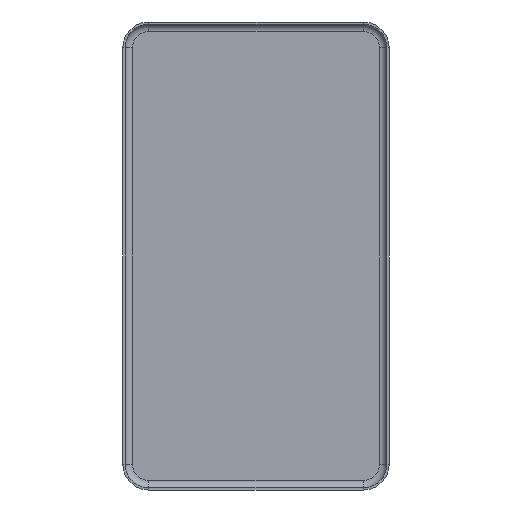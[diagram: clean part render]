
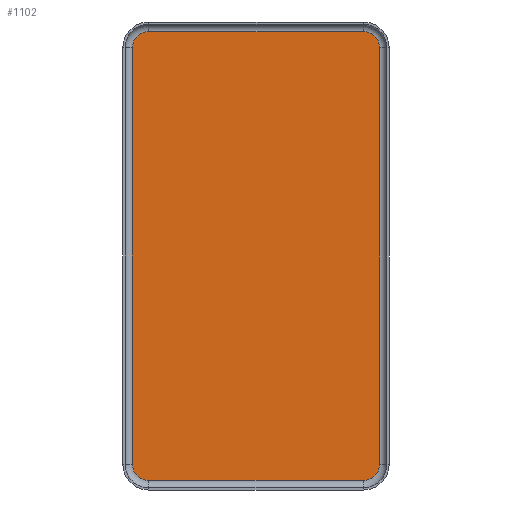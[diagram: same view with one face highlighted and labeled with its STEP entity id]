
A CAD part, front view. The second image highlights one B-rep face of the part: STEP entity #1102.
In plain terms, the highlighted planar face has unit normal (0, -1, 0).
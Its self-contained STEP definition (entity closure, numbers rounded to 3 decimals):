
#14 = DIRECTION ( 'NONE',  ( 0., 0., 1. ) ) ;
#19 = EDGE_LOOP ( 'NONE', ( #120, #88, #399, #522, #394, #1107, #1091, #271 ) ) ;
#54 = LINE ( 'NONE', #892, #985 ) ;
#59 = VECTOR ( 'NONE', #1104, 1000. ) ;
#76 = CARTESIAN_POINT ( 'NONE',  ( 16.85, -0.3, 28.4 ) ) ;
#83 = LINE ( 'NONE', #720, #492 ) ;
#88 = ORIENTED_EDGE ( 'NONE', *, *, #750, .F. ) ;
#119 = CARTESIAN_POINT ( 'NONE',  ( -14.65, -0.3, 28.4 ) ) ;
#120 = ORIENTED_EDGE ( 'NONE', *, *, #220, .F. ) ;
#144 = CARTESIAN_POINT ( 'NONE',  ( -14.65, -0.3, -30.6 ) ) ;
#155 = DIRECTION ( 'NONE',  ( 0., 0., -1. ) ) ;
#163 = AXIS2_PLACEMENT_3D ( 'NONE', #519, #170, #877 ) ;
#170 = DIRECTION ( 'NONE',  ( 0., 1., 0. ) ) ;
#184 = CARTESIAN_POINT ( 'NONE',  ( 14.65, -0.3, -30.6 ) ) ;
#198 = AXIS2_PLACEMENT_3D ( 'NONE', #1001, #732, #14 ) ;
#206 = DIRECTION ( 'NONE',  ( 0., 0., 1. ) ) ;
#220 = EDGE_CURVE ( 'NONE', #705, #641, #668, .T. ) ;
#271 = ORIENTED_EDGE ( 'NONE', *, *, #735, .F. ) ;
#276 = EDGE_CURVE ( 'NONE', #455, #643, #54, .T. ) ;
#302 = AXIS2_PLACEMENT_3D ( 'NONE', #968, #700, #155 ) ;
#326 = FACE_OUTER_BOUND ( 'NONE', #19, .T. ) ;
#338 = DIRECTION ( 'NONE',  ( 0., 1., 0. ) ) ;
#344 = DIRECTION ( 'NONE',  ( 0., 0., 1. ) ) ;
#363 = EDGE_CURVE ( 'NONE', #481, #455, #446, .T. ) ;
#394 = ORIENTED_EDGE ( 'NONE', *, *, #363, .F. ) ;
#398 = CIRCLE ( 'NONE', #553, 2.2 ) ;
#399 = ORIENTED_EDGE ( 'NONE', *, *, #851, .F. ) ;
#403 = VERTEX_POINT ( 'NONE', #1010 ) ;
#416 = VERTEX_POINT ( 'NONE', #184 ) ;
#446 = CIRCLE ( 'NONE', #198, 2.2 ) ;
#455 = VERTEX_POINT ( 'NONE', #997 ) ;
#457 = CARTESIAN_POINT ( 'NONE',  ( -14.65, -0.3, 30.6 ) ) ;
#463 = EDGE_CURVE ( 'NONE', #416, #481, #83, .T. ) ;
#481 = VERTEX_POINT ( 'NONE', #144 ) ;
#492 = VECTOR ( 'NONE', #1006, 1000. ) ;
#519 = CARTESIAN_POINT ( 'NONE',  ( 14.65, -0.3, 28.4 ) ) ;
#522 = ORIENTED_EDGE ( 'NONE', *, *, #276, .F. ) ;
#524 = CARTESIAN_POINT ( 'NONE',  ( 14.65, -0.3, -28.4 ) ) ;
#547 = AXIS2_PLACEMENT_3D ( 'NONE', #119, #749, #206 ) ;
#553 = AXIS2_PLACEMENT_3D ( 'NONE', #524, #338, #1069 ) ;
#554 = CARTESIAN_POINT ( 'NONE',  ( 14.65, -0.3, 30.6 ) ) ;
#565 = CIRCLE ( 'NONE', #547, 2.2 ) ;
#568 = VERTEX_POINT ( 'NONE', #992 ) ;
#587 = LINE ( 'NONE', #457, #59 ) ;
#641 = VERTEX_POINT ( 'NONE', #76 ) ;
#643 = VERTEX_POINT ( 'NONE', #790 ) ;
#668 = CIRCLE ( 'NONE', #163, 2.2 ) ;
#669 = LINE ( 'NONE', #1101, #1099 ) ;
#700 = DIRECTION ( 'NONE',  ( 0., -1., 0. ) ) ;
#705 = VERTEX_POINT ( 'NONE', #554 ) ;
#720 = CARTESIAN_POINT ( 'NONE',  ( 14.65, -0.3, -30.6 ) ) ;
#732 = DIRECTION ( 'NONE',  ( 0., 1., 0. ) ) ;
#735 = EDGE_CURVE ( 'NONE', #641, #568, #669, .T. ) ;
#749 = DIRECTION ( 'NONE',  ( 0., 1., 0. ) ) ;
#750 = EDGE_CURVE ( 'NONE', #403, #705, #587, .T. ) ;
#790 = CARTESIAN_POINT ( 'NONE',  ( -16.85, -0.3, 28.4 ) ) ;
#826 = DIRECTION ( 'NONE',  ( 0., 0., -1. ) ) ;
#851 = EDGE_CURVE ( 'NONE', #643, #403, #565, .T. ) ;
#877 = DIRECTION ( 'NONE',  ( 0., 0., 1. ) ) ;
#892 = CARTESIAN_POINT ( 'NONE',  ( -16.85, -0.3, -28.4 ) ) ;
#960 = PLANE ( 'NONE',  #302 ) ;
#968 = CARTESIAN_POINT ( 'NONE',  ( 14.65, -0.3, 28.4 ) ) ;
#985 = VECTOR ( 'NONE', #344, 1000. ) ;
#992 = CARTESIAN_POINT ( 'NONE',  ( 16.85, -0.3, -28.4 ) ) ;
#997 = CARTESIAN_POINT ( 'NONE',  ( -16.85, -0.3, -28.4 ) ) ;
#1001 = CARTESIAN_POINT ( 'NONE',  ( -14.65, -0.3, -28.4 ) ) ;
#1006 = DIRECTION ( 'NONE',  ( -1., 0., 0. ) ) ;
#1010 = CARTESIAN_POINT ( 'NONE',  ( -14.65, -0.3, 30.6 ) ) ;
#1029 = EDGE_CURVE ( 'NONE', #568, #416, #398, .T. ) ;
#1069 = DIRECTION ( 'NONE',  ( 0., 0., 1. ) ) ;
#1091 = ORIENTED_EDGE ( 'NONE', *, *, #1029, .F. ) ;
#1099 = VECTOR ( 'NONE', #826, 1000. ) ;
#1101 = CARTESIAN_POINT ( 'NONE',  ( 16.85, -0.3, 28.4 ) ) ;
#1102 = ADVANCED_FACE ( 'NONE', ( #326 ), #960, .T. ) ;
#1104 = DIRECTION ( 'NONE',  ( 1., 0., 0. ) ) ;
#1107 = ORIENTED_EDGE ( 'NONE', *, *, #463, .F. ) ;
